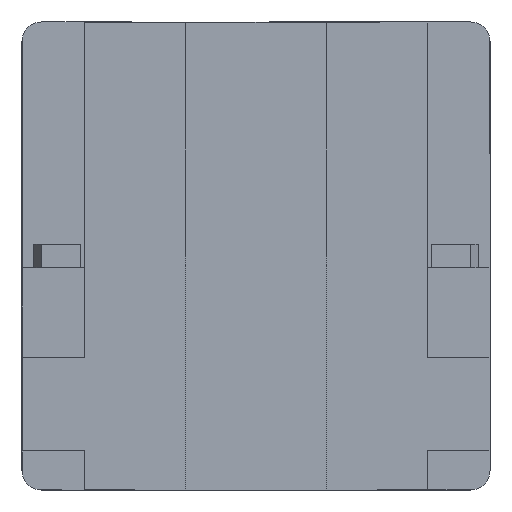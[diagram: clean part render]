
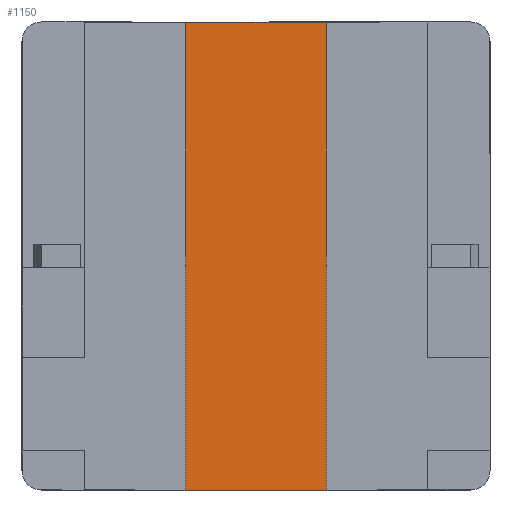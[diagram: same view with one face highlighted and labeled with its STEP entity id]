
A CAD part, front view. The second image highlights one B-rep face of the part: STEP entity #1150.
In plain terms, the highlighted planar face has unit normal (0, -1, 0).
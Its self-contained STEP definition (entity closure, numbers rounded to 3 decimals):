
#126 = CARTESIAN_POINT ( 'NONE',  ( 0.9, 0.35, -3. ) ) ;
#163 = VECTOR ( 'NONE', #311, 1000. ) ;
#212 = LINE ( 'NONE', #659, #2333 ) ;
#214 = CARTESIAN_POINT ( 'NONE',  ( 0.9, 0.35, 3. ) ) ;
#228 = EDGE_CURVE ( 'NONE', #711, #652, #2336, .T. ) ;
#311 = DIRECTION ( 'NONE',  ( 0., 0., 1. ) ) ;
#337 = AXIS2_PLACEMENT_3D ( 'NONE', #2593, #1979, #455 ) ;
#439 = VERTEX_POINT ( 'NONE', #126 ) ;
#455 = DIRECTION ( 'NONE',  ( -1., 0., 0. ) ) ;
#596 = DIRECTION ( 'NONE',  ( -1., 0., 0. ) ) ;
#652 = VERTEX_POINT ( 'NONE', #2533 ) ;
#659 = CARTESIAN_POINT ( 'NONE',  ( -0.9, 0.35, -3. ) ) ;
#711 = VERTEX_POINT ( 'NONE', #214 ) ;
#780 = VERTEX_POINT ( 'NONE', #855 ) ;
#855 = CARTESIAN_POINT ( 'NONE',  ( -0.9, 0.35, -3. ) ) ;
#967 = CARTESIAN_POINT ( 'NONE',  ( 0.9, 0.35, -3. ) ) ;
#1077 = ORIENTED_EDGE ( 'NONE', *, *, #1924, .T. ) ;
#1081 = FACE_OUTER_BOUND ( 'NONE', #2719, .T. ) ;
#1150 = ADVANCED_FACE ( 'NONE', ( #1081 ), #1735, .F. ) ;
#1373 = EDGE_CURVE ( 'NONE', #439, #780, #1403, .T. ) ;
#1403 = LINE ( 'NONE', #1846, #2414 ) ;
#1455 = VECTOR ( 'NONE', #596, 1000. ) ;
#1735 = PLANE ( 'NONE',  #337 ) ;
#1846 = CARTESIAN_POINT ( 'NONE',  ( -0.9, 0.35, -3. ) ) ;
#1924 = EDGE_CURVE ( 'NONE', #439, #711, #2263, .T. ) ;
#1965 = DIRECTION ( 'NONE',  ( 0., 0., 1. ) ) ;
#1979 = DIRECTION ( 'NONE',  ( 0., 1., 0. ) ) ;
#1995 = ORIENTED_EDGE ( 'NONE', *, *, #228, .T. ) ;
#2214 = EDGE_CURVE ( 'NONE', #780, #652, #212, .T. ) ;
#2256 = ORIENTED_EDGE ( 'NONE', *, *, #1373, .F. ) ;
#2263 = LINE ( 'NONE', #967, #163 ) ;
#2333 = VECTOR ( 'NONE', #1965, 1000. ) ;
#2336 = LINE ( 'NONE', #2534, #1455 ) ;
#2414 = VECTOR ( 'NONE', #2523, 1000. ) ;
#2523 = DIRECTION ( 'NONE',  ( -1., 0., 0. ) ) ;
#2533 = CARTESIAN_POINT ( 'NONE',  ( -0.9, 0.35, 3. ) ) ;
#2534 = CARTESIAN_POINT ( 'NONE',  ( -0.9, 0.35, 3. ) ) ;
#2593 = CARTESIAN_POINT ( 'NONE',  ( -0.9, 0.35, -3. ) ) ;
#2691 = ORIENTED_EDGE ( 'NONE', *, *, #2214, .F. ) ;
#2719 = EDGE_LOOP ( 'NONE', ( #1995, #2691, #2256, #1077 ) ) ;
